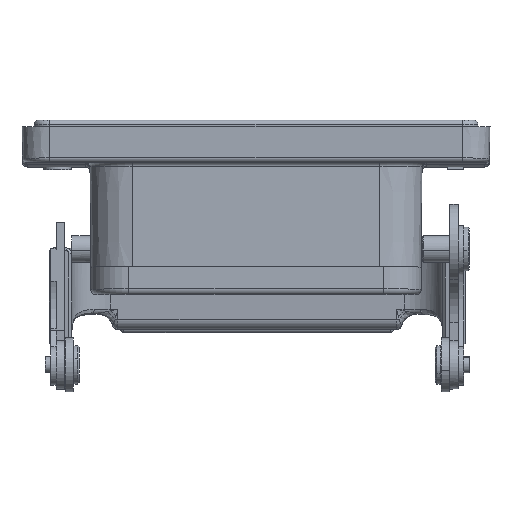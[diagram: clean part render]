
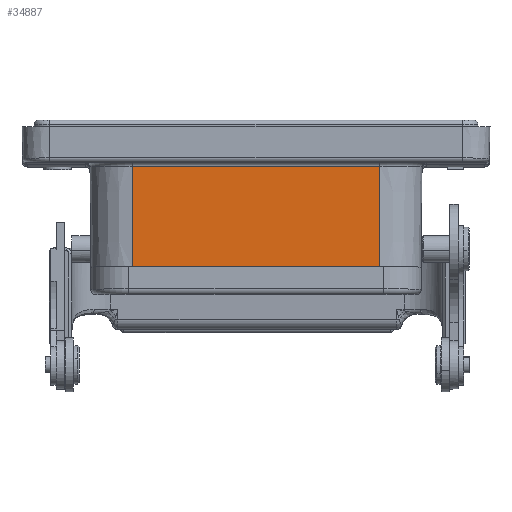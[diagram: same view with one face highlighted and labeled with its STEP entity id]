
A CAD part, top view. The second image highlights one B-rep face of the part: STEP entity #34887.
In plain terms, the highlighted planar face has unit normal (0, -0.009, 1).
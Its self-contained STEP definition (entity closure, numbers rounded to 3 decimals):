
#28546=DIRECTION('',(1.,0.,0.));
#28547=VECTOR('',#28546,45.);
#28548=CARTESIAN_POINT('',(-22.5,0.,
21.5));
#28549=LINE('',#28548,#28547);
#28562=DIRECTION('',(0.,-1.,-0.009));
#28563=VECTOR('',#28562,18.208);
#28564=CARTESIAN_POINT('',(-22.5,18.207,
21.659));
#28565=LINE('',#28564,#28563);
#28696=DIRECTION('',(0.,1.,0.009));
#28697=VECTOR('',#28696,18.208);
#28698=CARTESIAN_POINT('',(22.5,0.,
21.5));
#28699=LINE('',#28698,#28697);
#28729=DIRECTION('',(-1.,0.,0.));
#28730=VECTOR('',#28729,45.);
#28731=CARTESIAN_POINT('',(22.5,18.207,21.659));
#28732=LINE('',#28731,#28730);
#33487=CARTESIAN_POINT('',(-22.5,0.,21.5));
#33488=VERTEX_POINT('',#33487);
#33491=CARTESIAN_POINT('',(-22.5,18.207,
21.659));
#33492=VERTEX_POINT('',#33491);
#33616=CARTESIAN_POINT('',(22.5,0.,
21.5));
#33617=VERTEX_POINT('',#33616);
#33620=CARTESIAN_POINT('',(22.5,18.207,21.659));
#33621=VERTEX_POINT('',#33620);
#34873=CARTESIAN_POINT('',(-32.22,0.,21.5));
#34874=DIRECTION('',(0.,-0.009,1.));
#34875=DIRECTION('',(-1.,0.,0.));
#34876=AXIS2_PLACEMENT_3D('',#34873,#34874,#34875);
#34877=PLANE('',#34876);
#34878=ORIENTED_EDGE('',*,*,#34858,.F.);
#34880=ORIENTED_EDGE('',*,*,#34879,.F.);
#34882=ORIENTED_EDGE('',*,*,#34881,.F.);
#34884=ORIENTED_EDGE('',*,*,#34883,.F.);
#34885=EDGE_LOOP('',(#34878,#34880,#34882,#34884));
#34886=FACE_OUTER_BOUND('',#34885,.F.);
#34887=ADVANCED_FACE('',(#34886),#34877,.T.);
#34858=EDGE_CURVE('',#33488,#33617,#28549,.T.);
#34879=EDGE_CURVE('',#33492,#33488,#28565,.T.);
#34881=EDGE_CURVE('',#33621,#33492,#28732,.T.);
#34883=EDGE_CURVE('',#33617,#33621,#28699,.T.);
